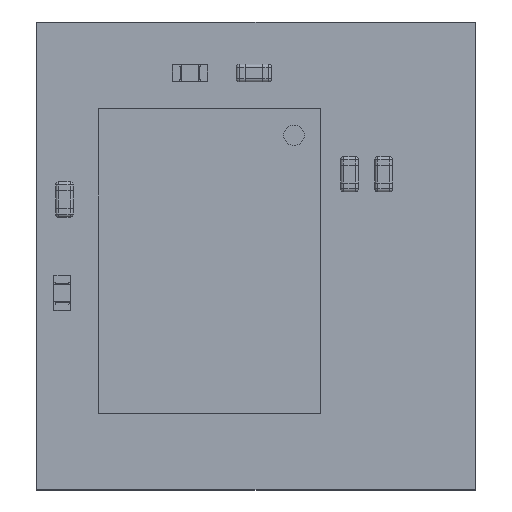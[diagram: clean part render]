
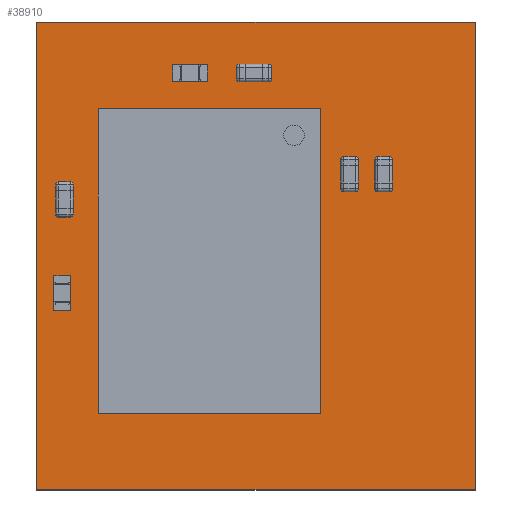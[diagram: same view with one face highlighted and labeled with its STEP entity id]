
A CAD part, top view. The second image highlights one B-rep face of the part: STEP entity #38910.
In plain terms, the highlighted planar face has unit normal (0, 0, 1).
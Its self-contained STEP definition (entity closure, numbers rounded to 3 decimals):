
#38596 = VERTEX_POINT('',#38597);
#38597 = CARTESIAN_POINT('',(-3.75,-4.,0.8));
#38604 = PLANE('',#38605);
#38605 = AXIS2_PLACEMENT_3D('',#38606,#38607,#38608);
#38606 = CARTESIAN_POINT('',(-3.75,-4.,0.));
#38607 = DIRECTION('',(0.,1.,0.));
#38608 = DIRECTION('',(1.,0.,0.));
#38616 = PLANE('',#38617);
#38617 = AXIS2_PLACEMENT_3D('',#38618,#38619,#38620);
#38618 = CARTESIAN_POINT('',(-3.75,4.,0.));
#38619 = DIRECTION('',(1.,0.,0.));
#38620 = DIRECTION('',(0.,-1.,0.));
#38628 = EDGE_CURVE('',#38596,#38629,#38631,.T.);
#38629 = VERTEX_POINT('',#38630);
#38630 = CARTESIAN_POINT('',(3.75,-4.,0.8));
#38631 = SURFACE_CURVE('',#38632,(#38636,#38643),.PCURVE_S1.);
#38632 = LINE('',#38633,#38634);
#38633 = CARTESIAN_POINT('',(-3.75,-4.,0.8));
#38634 = VECTOR('',#38635,1.);
#38635 = DIRECTION('',(1.,0.,0.));
#38636 = PCURVE('',#38604,#38637);
#38637 = DEFINITIONAL_REPRESENTATION('',(#38638),#38642);
#38638 = LINE('',#38639,#38640);
#38639 = CARTESIAN_POINT('',(0.,-0.8));
#38640 = VECTOR('',#38641,1.);
#38641 = DIRECTION('',(1.,0.));
#38642 = ( GEOMETRIC_REPRESENTATION_CONTEXT(2) 
PARAMETRIC_REPRESENTATION_CONTEXT() REPRESENTATION_CONTEXT('2D SPACE',''
  ) );
#38643 = PCURVE('',#38644,#38649);
#38644 = PLANE('',#38645);
#38645 = AXIS2_PLACEMENT_3D('',#38646,#38647,#38648);
#38646 = CARTESIAN_POINT('',(0.,0.,0.8));
#38647 = DIRECTION('',(0.,0.,1.));
#38648 = DIRECTION('',(1.,0.,0.));
#38649 = DEFINITIONAL_REPRESENTATION('',(#38650),#38654);
#38650 = LINE('',#38651,#38652);
#38651 = CARTESIAN_POINT('',(-3.75,-4.));
#38652 = VECTOR('',#38653,1.);
#38653 = DIRECTION('',(1.,0.));
#38654 = ( GEOMETRIC_REPRESENTATION_CONTEXT(2) 
PARAMETRIC_REPRESENTATION_CONTEXT() REPRESENTATION_CONTEXT('2D SPACE',''
  ) );
#38672 = PLANE('',#38673);
#38673 = AXIS2_PLACEMENT_3D('',#38674,#38675,#38676);
#38674 = CARTESIAN_POINT('',(3.75,-4.,0.));
#38675 = DIRECTION('',(-1.,0.,0.));
#38676 = DIRECTION('',(0.,1.,0.));
#38714 = EDGE_CURVE('',#38629,#38715,#38717,.T.);
#38715 = VERTEX_POINT('',#38716);
#38716 = CARTESIAN_POINT('',(3.75,4.,0.8));
#38717 = SURFACE_CURVE('',#38718,(#38722,#38729),.PCURVE_S1.);
#38718 = LINE('',#38719,#38720);
#38719 = CARTESIAN_POINT('',(3.75,-4.,0.8));
#38720 = VECTOR('',#38721,1.);
#38721 = DIRECTION('',(0.,1.,0.));
#38722 = PCURVE('',#38672,#38723);
#38723 = DEFINITIONAL_REPRESENTATION('',(#38724),#38728);
#38724 = LINE('',#38725,#38726);
#38725 = CARTESIAN_POINT('',(0.,-0.8));
#38726 = VECTOR('',#38727,1.);
#38727 = DIRECTION('',(1.,0.));
#38728 = ( GEOMETRIC_REPRESENTATION_CONTEXT(2) 
PARAMETRIC_REPRESENTATION_CONTEXT() REPRESENTATION_CONTEXT('2D SPACE',''
  ) );
#38729 = PCURVE('',#38644,#38730);
#38730 = DEFINITIONAL_REPRESENTATION('',(#38731),#38735);
#38731 = LINE('',#38732,#38733);
#38732 = CARTESIAN_POINT('',(3.75,-4.));
#38733 = VECTOR('',#38734,1.);
#38734 = DIRECTION('',(0.,1.));
#38735 = ( GEOMETRIC_REPRESENTATION_CONTEXT(2) 
PARAMETRIC_REPRESENTATION_CONTEXT() REPRESENTATION_CONTEXT('2D SPACE',''
  ) );
#38753 = PLANE('',#38754);
#38754 = AXIS2_PLACEMENT_3D('',#38755,#38756,#38757);
#38755 = CARTESIAN_POINT('',(3.75,4.,0.));
#38756 = DIRECTION('',(0.,-1.,0.));
#38757 = DIRECTION('',(-1.,0.,0.));
#38790 = EDGE_CURVE('',#38715,#38791,#38793,.T.);
#38791 = VERTEX_POINT('',#38792);
#38792 = CARTESIAN_POINT('',(-3.75,4.,0.8));
#38793 = SURFACE_CURVE('',#38794,(#38798,#38805),.PCURVE_S1.);
#38794 = LINE('',#38795,#38796);
#38795 = CARTESIAN_POINT('',(3.75,4.,0.8));
#38796 = VECTOR('',#38797,1.);
#38797 = DIRECTION('',(-1.,0.,0.));
#38798 = PCURVE('',#38753,#38799);
#38799 = DEFINITIONAL_REPRESENTATION('',(#38800),#38804);
#38800 = LINE('',#38801,#38802);
#38801 = CARTESIAN_POINT('',(0.,-0.8));
#38802 = VECTOR('',#38803,1.);
#38803 = DIRECTION('',(1.,0.));
#38804 = ( GEOMETRIC_REPRESENTATION_CONTEXT(2) 
PARAMETRIC_REPRESENTATION_CONTEXT() REPRESENTATION_CONTEXT('2D SPACE',''
  ) );
#38805 = PCURVE('',#38644,#38806);
#38806 = DEFINITIONAL_REPRESENTATION('',(#38807),#38811);
#38807 = LINE('',#38808,#38809);
#38808 = CARTESIAN_POINT('',(3.75,4.));
#38809 = VECTOR('',#38810,1.);
#38810 = DIRECTION('',(-1.,0.));
#38811 = ( GEOMETRIC_REPRESENTATION_CONTEXT(2) 
PARAMETRIC_REPRESENTATION_CONTEXT() REPRESENTATION_CONTEXT('2D SPACE',''
  ) );
#38861 = EDGE_CURVE('',#38791,#38596,#38862,.T.);
#38862 = SURFACE_CURVE('',#38863,(#38867,#38874),.PCURVE_S1.);
#38863 = LINE('',#38864,#38865);
#38864 = CARTESIAN_POINT('',(-3.75,4.,0.8));
#38865 = VECTOR('',#38866,1.);
#38866 = DIRECTION('',(0.,-1.,0.));
#38867 = PCURVE('',#38616,#38868);
#38868 = DEFINITIONAL_REPRESENTATION('',(#38869),#38873);
#38869 = LINE('',#38870,#38871);
#38870 = CARTESIAN_POINT('',(0.,-0.8));
#38871 = VECTOR('',#38872,1.);
#38872 = DIRECTION('',(1.,0.));
#38873 = ( GEOMETRIC_REPRESENTATION_CONTEXT(2) 
PARAMETRIC_REPRESENTATION_CONTEXT() REPRESENTATION_CONTEXT('2D SPACE',''
  ) );
#38874 = PCURVE('',#38644,#38875);
#38875 = DEFINITIONAL_REPRESENTATION('',(#38876),#38880);
#38876 = LINE('',#38877,#38878);
#38877 = CARTESIAN_POINT('',(-3.75,4.));
#38878 = VECTOR('',#38879,1.);
#38879 = DIRECTION('',(0.,-1.));
#38880 = ( GEOMETRIC_REPRESENTATION_CONTEXT(2) 
PARAMETRIC_REPRESENTATION_CONTEXT() REPRESENTATION_CONTEXT('2D SPACE',''
  ) );
#38910 = ADVANCED_FACE('',(#38911),#38644,.T.);
#38911 = FACE_BOUND('',#38912,.T.);
#38912 = EDGE_LOOP('',(#38913,#38914,#38915,#38916));
#38913 = ORIENTED_EDGE('',*,*,#38628,.T.);
#38914 = ORIENTED_EDGE('',*,*,#38714,.T.);
#38915 = ORIENTED_EDGE('',*,*,#38790,.T.);
#38916 = ORIENTED_EDGE('',*,*,#38861,.T.);
